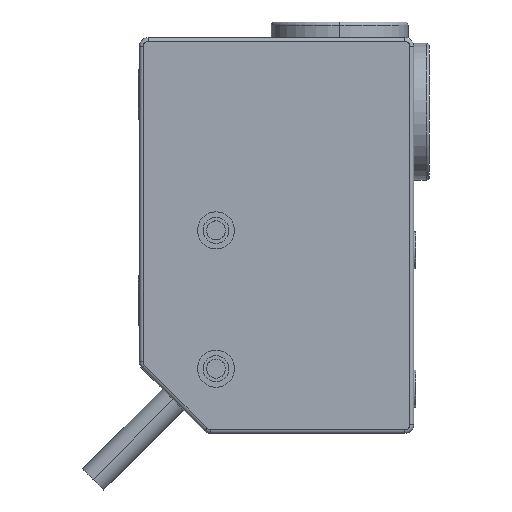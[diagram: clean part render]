
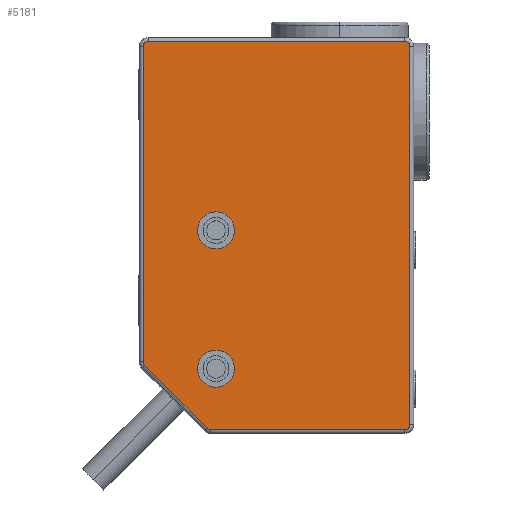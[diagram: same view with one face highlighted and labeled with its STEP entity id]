
A CAD part, left-side view. The second image highlights one B-rep face of the part: STEP entity #5181.
In plain terms, the highlighted face is planar.
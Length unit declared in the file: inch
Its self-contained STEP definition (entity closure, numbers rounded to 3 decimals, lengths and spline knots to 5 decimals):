
#2=CARTESIAN_POINT('',(1.618,0.,1.575));
#3=DIRECTION('',(0.,-1.,0.));
#4=DIRECTION('',(-1.,0.,0.));
#5=AXIS2_PLACEMENT_3D('',#2,#3,#4);
#7=CARTESIAN_POINT('',(1.618,0.,1.575));
#8=DIRECTION('',(0.,-1.,0.));
#9=DIRECTION('',(1.,0.,0.));
#10=AXIS2_PLACEMENT_3D('',#7,#8,#9);
#12=CARTESIAN_POINT('',(0.516,0.,1.575));
#13=DIRECTION('',(0.,-1.,0.));
#14=DIRECTION('',(-1.,0.,0.));
#15=AXIS2_PLACEMENT_3D('',#12,#13,#14);
#17=CARTESIAN_POINT('',(0.516,0.,1.575));
#18=DIRECTION('',(0.,-1.,0.));
#19=DIRECTION('',(1.,0.,0.));
#20=AXIS2_PLACEMENT_3D('',#17,#18,#19);
#22=DIRECTION('',(0.,0.,1.));
#23=VECTOR('',#22,1.54601);
#24=CARTESIAN_POINT('',(0.03,0.,0.07));
#25=LINE('',#24,#23);
#45=CARTESIAN_POINT('',(0.07,0.,0.07));
#46=DIRECTION('',(0.,-1.,0.));
#47=DIRECTION('',(-1.,0.,0.));
#48=AXIS2_PLACEMENT_3D('',#45,#46,#47);
#266=DIRECTION('',(-1.,0.,0.));
#267=VECTOR('',#266,3.013);
#268=CARTESIAN_POINT('',(3.083,0.,0.03));
#269=LINE('',#268,#267);
#294=CARTESIAN_POINT('',(3.083,0.,0.07));
#295=DIRECTION('',(0.,-1.,0.));
#296=DIRECTION('',(0.,0.,-1.));
#297=AXIS2_PLACEMENT_3D('',#294,#295,#296);
#322=DIRECTION('',(0.,0.,-1.));
#323=VECTOR('',#322,2.046);
#324=CARTESIAN_POINT('',(3.123,0.,2.116));
#325=LINE('',#324,#323);
#345=CARTESIAN_POINT('',(3.083,0.,2.116));
#346=DIRECTION('',(0.,-1.,0.));
#347=DIRECTION('',(1.,0.,0.));
#348=AXIS2_PLACEMENT_3D('',#345,#346,#347);
#399=DIRECTION('',(1.,0.,0.));
#400=VECTOR('',#399,2.51301);
#401=CARTESIAN_POINT('',(0.56999,0.,2.156));
#402=LINE('',#401,#400);
#422=CARTESIAN_POINT('',(0.56999,0.,2.116));
#423=DIRECTION('',(0.,1.,0.));
#424=DIRECTION('',(-0.707,0.,0.707));
#425=AXIS2_PLACEMENT_3D('',#422,#423,#424);
#453=DIRECTION('',(-0.707,0.,-0.707));
#454=VECTOR('',#453,0.7071);
#455=CARTESIAN_POINT('',(0.54171,0.,2.14428));
#456=LINE('',#455,#454);
#467=CARTESIAN_POINT('',(0.07,0.,1.61601));
#468=DIRECTION('',(0.,-1.,0.));
#469=DIRECTION('',(-0.707,0.,0.707));
#470=AXIS2_PLACEMENT_3D('',#467,#468,#469);
#4120=CARTESIAN_POINT('',(0.56999,0.,2.156));
#4121=CARTESIAN_POINT('',(3.083,0.,2.156));
#4122=VERTEX_POINT('',#4120);
#4123=VERTEX_POINT('',#4121);
#4130=CARTESIAN_POINT('',(3.123,0.,2.116));
#4131=VERTEX_POINT('',#4130);
#4132=CARTESIAN_POINT('',(3.123,0.,0.07));
#4133=VERTEX_POINT('',#4132);
#4138=CARTESIAN_POINT('',(3.083,0.,0.03));
#4139=VERTEX_POINT('',#4138);
#4140=CARTESIAN_POINT('',(0.07,0.,0.03));
#4141=VERTEX_POINT('',#4140);
#4146=CARTESIAN_POINT('',(0.03,0.,0.07));
#4147=VERTEX_POINT('',#4146);
#4148=CARTESIAN_POINT('',(0.03,0.,1.61601));
#4149=VERTEX_POINT('',#4148);
#4170=CARTESIAN_POINT('',(1.4705,0.,1.575));
#4171=CARTESIAN_POINT('',(1.7655,0.,1.575));
#4172=VERTEX_POINT('',#4170);
#4173=VERTEX_POINT('',#4171);
#4174=CARTESIAN_POINT('',(0.3685,0.,1.575));
#4175=CARTESIAN_POINT('',(0.6635,0.,1.575));
#4176=VERTEX_POINT('',#4174);
#4177=VERTEX_POINT('',#4175);
#4920=CARTESIAN_POINT('',(0.54171,0.,2.14428));
#4921=CARTESIAN_POINT('',(0.04172,0.,1.64429));
#4922=VERTEX_POINT('',#4920);
#4923=VERTEX_POINT('',#4921);
#5142=CARTESIAN_POINT('',(0.,0.,0.));
#5143=DIRECTION('',(0.,1.,0.));
#5144=DIRECTION('',(1.,0.,0.));
#5145=AXIS2_PLACEMENT_3D('',#5142,#5143,#5144);
#5146=PLANE('',#5145);
#5148=ORIENTED_EDGE('',*,*,#5147,.T.);
#5150=ORIENTED_EDGE('',*,*,#5149,.F.);
#5152=ORIENTED_EDGE('',*,*,#5151,.F.);
#5154=ORIENTED_EDGE('',*,*,#5153,.T.);
#5156=ORIENTED_EDGE('',*,*,#5155,.T.);
#5158=ORIENTED_EDGE('',*,*,#5157,.F.);
#5160=ORIENTED_EDGE('',*,*,#5159,.T.);
#5162=ORIENTED_EDGE('',*,*,#5161,.F.);
#5164=ORIENTED_EDGE('',*,*,#5163,.T.);
#5166=ORIENTED_EDGE('',*,*,#5165,.F.);
#5167=EDGE_LOOP('',(#5148,#5150,#5152,#5154,#5156,#5158,#5160,#5162,#5164,
#5166));
#5168=FACE_OUTER_BOUND('',#5167,.F.);
#5170=ORIENTED_EDGE('',*,*,#5169,.T.);
#5172=ORIENTED_EDGE('',*,*,#5171,.T.);
#5173=EDGE_LOOP('',(#5170,#5172));
#5174=FACE_BOUND('',#5173,.F.);
#5176=ORIENTED_EDGE('',*,*,#5175,.T.);
#5178=ORIENTED_EDGE('',*,*,#5177,.T.);
#5179=EDGE_LOOP('',(#5176,#5178));
#5180=FACE_BOUND('',#5179,.F.);
#5181=ADVANCED_FACE('',(#5168,#5174,#5180),#5146,.F.);
#6=CIRCLE('',#5,0.1475);
#11=CIRCLE('',#10,0.1475);
#16=CIRCLE('',#15,0.1475);
#21=CIRCLE('',#20,0.1475);
#49=CIRCLE('',#48,0.04);
#298=CIRCLE('',#297,0.04);
#349=CIRCLE('',#348,0.04);
#426=CIRCLE('',#425,0.04);
#471=CIRCLE('',#470,0.04);
#5147=EDGE_CURVE('',#4147,#4149,#25,.T.);
#5149=EDGE_CURVE('',#4923,#4149,#471,.T.);
#5151=EDGE_CURVE('',#4922,#4923,#456,.T.);
#5153=EDGE_CURVE('',#4922,#4122,#426,.T.);
#5155=EDGE_CURVE('',#4122,#4123,#402,.T.);
#5157=EDGE_CURVE('',#4131,#4123,#349,.T.);
#5159=EDGE_CURVE('',#4131,#4133,#325,.T.);
#5161=EDGE_CURVE('',#4139,#4133,#298,.T.);
#5163=EDGE_CURVE('',#4139,#4141,#269,.T.);
#5165=EDGE_CURVE('',#4147,#4141,#49,.T.);
#5169=EDGE_CURVE('',#4172,#4173,#6,.T.);
#5171=EDGE_CURVE('',#4173,#4172,#11,.T.);
#5175=EDGE_CURVE('',#4176,#4177,#16,.T.);
#5177=EDGE_CURVE('',#4177,#4176,#21,.T.);
